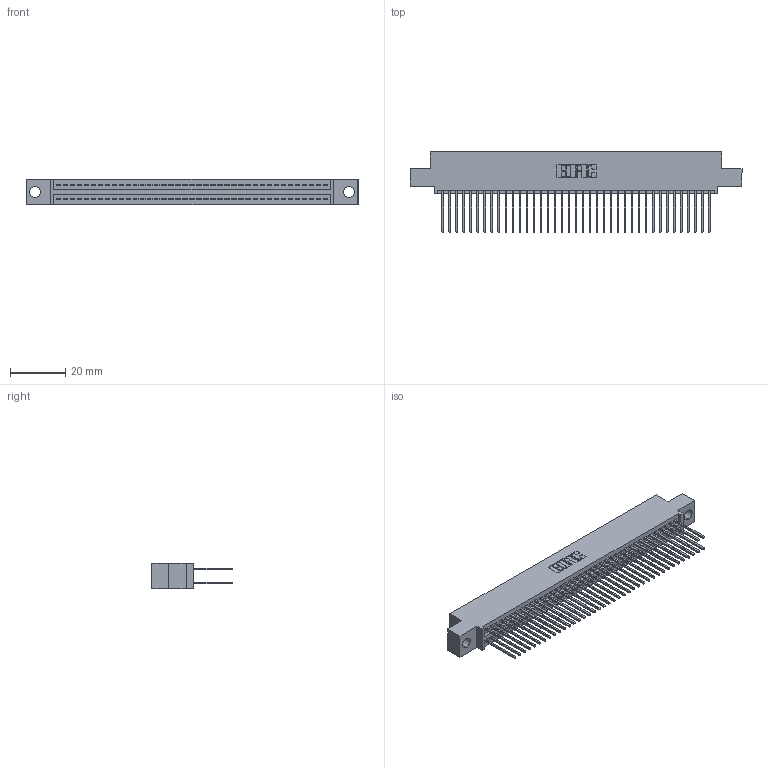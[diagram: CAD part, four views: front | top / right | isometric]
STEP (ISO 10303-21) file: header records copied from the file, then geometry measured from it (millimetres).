
FILE_DESCRIPTION (( 'STEP AP203' ), '1' );
FILE_NAME ('345-078-540-504.STEP', '2021-05-20T10:43:00', ( '' ), ( '' ), 'SwSTEP 2.0', 'SolidWorks 2020', '' );
FILE_SCHEMA (( 'CONFIG_CONTROL_DESIGN' ));
Length unit declared in the file: inch
Products named in the file (3): 345-078-540-504; 345 Part_0.110 Offset - 0.156 Dia-TI; 345-292-001_345-293-140
Assembly tree (79 placements, depth 2):
  345-078-540-504
    345 Part_0.110 Offset - 0.156 Dia-TI
    345-292-001_345-293-140  x78
Bounding box: 120.27 x 29.13 x 9.4 mm (x, y, z)
Volume: 11771.6 mm3; surface area: 18658.6 mm2
Topology: 79 solids, 79 shells, 4044 faces, 12011 edges, 7902 vertices
Faces by surface type: plane 2672, cylinder 1372
Entity records: 31573 total; most frequent: CARTESIAN_POINT 5302, ORIENTED_EDGE 5234, DIRECTION 4677, EDGE_CURVE 2617, LINE 2329, VECTOR 2329, VERTEX_POINT 1742, AXIS2_PLACEMENT_3D 1174
